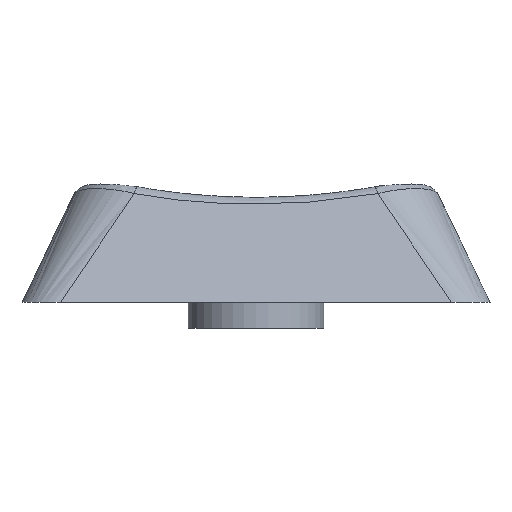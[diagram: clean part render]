
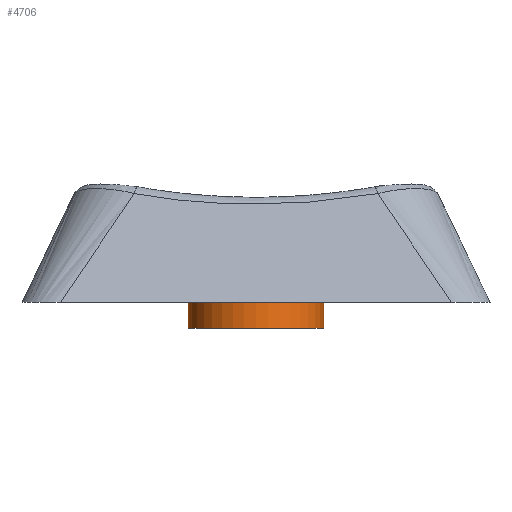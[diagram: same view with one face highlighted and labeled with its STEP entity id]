
A CAD part, front view. The second image highlights one B-rep face of the part: STEP entity #4706.
In plain terms, the highlighted cylindrical face has radius 2.65 mm (diameter 5.3 mm), a full revolution.
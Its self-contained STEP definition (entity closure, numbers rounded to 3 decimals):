
#4632 = CONICAL_SURFACE('',#4633,2.65,0.785);
#4633 = AXIS2_PLACEMENT_3D('',#4634,#4635,#4636);
#4634 = CARTESIAN_POINT('',(0.,0.,1.));
#4635 = DIRECTION('',(0.,0.,1.));
#4636 = DIRECTION('',(1.,0.,-0.));
#4658 = VERTEX_POINT('',#4659);
#4659 = CARTESIAN_POINT('',(2.65,0.,1.));
#4678 = EDGE_CURVE('',#4658,#4658,#4679,.T.);
#4679 = SURFACE_CURVE('',#4680,(#4685,#4692),.PCURVE_S1.);
#4680 = CIRCLE('',#4681,2.65);
#4681 = AXIS2_PLACEMENT_3D('',#4682,#4683,#4684);
#4682 = CARTESIAN_POINT('',(0.,0.,1.));
#4683 = DIRECTION('',(0.,-0.,-1.));
#4684 = DIRECTION('',(1.,0.,-0.));
#4685 = PCURVE('',#4632,#4686);
#4686 = DEFINITIONAL_REPRESENTATION('',(#4687),#4691);
#4687 = LINE('',#4688,#4689);
#4688 = CARTESIAN_POINT('',(-0.,0.));
#4689 = VECTOR('',#4690,1.);
#4690 = DIRECTION('',(-1.,0.));
#4691 = ( GEOMETRIC_REPRESENTATION_CONTEXT(2) 
PARAMETRIC_REPRESENTATION_CONTEXT() REPRESENTATION_CONTEXT('2D SPACE',''
  ) );
#4692 = PCURVE('',#4693,#4698);
#4693 = CYLINDRICAL_SURFACE('',#4694,2.65);
#4694 = AXIS2_PLACEMENT_3D('',#4695,#4696,#4697);
#4695 = CARTESIAN_POINT('',(0.,0.,-1.));
#4696 = DIRECTION('',(-0.,-0.,-1.));
#4697 = DIRECTION('',(1.,0.,0.));
#4698 = DEFINITIONAL_REPRESENTATION('',(#4699),#4703);
#4699 = LINE('',#4700,#4701);
#4700 = CARTESIAN_POINT('',(-6.283,-2.));
#4701 = VECTOR('',#4702,1.);
#4702 = DIRECTION('',(1.,-0.));
#4703 = ( GEOMETRIC_REPRESENTATION_CONTEXT(2) 
PARAMETRIC_REPRESENTATION_CONTEXT() REPRESENTATION_CONTEXT('2D SPACE',''
  ) );
#4706 = ADVANCED_FACE('',(#4707),#4693,.T.);
#4707 = FACE_BOUND('',#4708,.F.);
#4708 = EDGE_LOOP('',(#4709,#4732,#4759,#4760));
#4709 = ORIENTED_EDGE('',*,*,#4710,.F.);
#4710 = EDGE_CURVE('',#4711,#4658,#4713,.T.);
#4711 = VERTEX_POINT('',#4712);
#4712 = CARTESIAN_POINT('',(2.65,0.,-1.));
#4713 = SEAM_CURVE('',#4714,(#4718,#4725),.PCURVE_S1.);
#4714 = LINE('',#4715,#4716);
#4715 = CARTESIAN_POINT('',(2.65,0.,-1.));
#4716 = VECTOR('',#4717,1.);
#4717 = DIRECTION('',(0.,0.,1.));
#4718 = PCURVE('',#4693,#4719);
#4719 = DEFINITIONAL_REPRESENTATION('',(#4720),#4724);
#4720 = LINE('',#4721,#4722);
#4721 = CARTESIAN_POINT('',(-6.283,0.));
#4722 = VECTOR('',#4723,1.);
#4723 = DIRECTION('',(-0.,-1.));
#4724 = ( GEOMETRIC_REPRESENTATION_CONTEXT(2) 
PARAMETRIC_REPRESENTATION_CONTEXT() REPRESENTATION_CONTEXT('2D SPACE',''
  ) );
#4725 = PCURVE('',#4693,#4726);
#4726 = DEFINITIONAL_REPRESENTATION('',(#4727),#4731);
#4727 = LINE('',#4728,#4729);
#4728 = CARTESIAN_POINT('',(-0.,0.));
#4729 = VECTOR('',#4730,1.);
#4730 = DIRECTION('',(-0.,-1.));
#4731 = ( GEOMETRIC_REPRESENTATION_CONTEXT(2) 
PARAMETRIC_REPRESENTATION_CONTEXT() REPRESENTATION_CONTEXT('2D SPACE',''
  ) );
#4732 = ORIENTED_EDGE('',*,*,#4733,.F.);
#4733 = EDGE_CURVE('',#4711,#4711,#4734,.T.);
#4734 = SURFACE_CURVE('',#4735,(#4740,#4747),.PCURVE_S1.);
#4735 = CIRCLE('',#4736,2.65);
#4736 = AXIS2_PLACEMENT_3D('',#4737,#4738,#4739);
#4737 = CARTESIAN_POINT('',(0.,0.,-1.));
#4738 = DIRECTION('',(0.,0.,1.));
#4739 = DIRECTION('',(1.,0.,0.));
#4740 = PCURVE('',#4693,#4741);
#4741 = DEFINITIONAL_REPRESENTATION('',(#4742),#4746);
#4742 = LINE('',#4743,#4744);
#4743 = CARTESIAN_POINT('',(-0.,0.));
#4744 = VECTOR('',#4745,1.);
#4745 = DIRECTION('',(-1.,0.));
#4746 = ( GEOMETRIC_REPRESENTATION_CONTEXT(2) 
PARAMETRIC_REPRESENTATION_CONTEXT() REPRESENTATION_CONTEXT('2D SPACE',''
  ) );
#4747 = PCURVE('',#4748,#4753);
#4748 = PLANE('',#4749);
#4749 = AXIS2_PLACEMENT_3D('',#4750,#4751,#4752);
#4750 = CARTESIAN_POINT('',(0.,0.,-1.)
  );
#4751 = DIRECTION('',(0.,0.,1.));
#4752 = DIRECTION('',(1.,0.,0.));
#4753 = DEFINITIONAL_REPRESENTATION('',(#4754),#4758);
#4754 = CIRCLE('',#4755,2.65);
#4755 = AXIS2_PLACEMENT_2D('',#4756,#4757);
#4756 = CARTESIAN_POINT('',(0.,0.));
#4757 = DIRECTION('',(1.,0.));
#4758 = ( GEOMETRIC_REPRESENTATION_CONTEXT(2) 
PARAMETRIC_REPRESENTATION_CONTEXT() REPRESENTATION_CONTEXT('2D SPACE',''
  ) );
#4759 = ORIENTED_EDGE('',*,*,#4710,.T.);
#4760 = ORIENTED_EDGE('',*,*,#4678,.F.);
